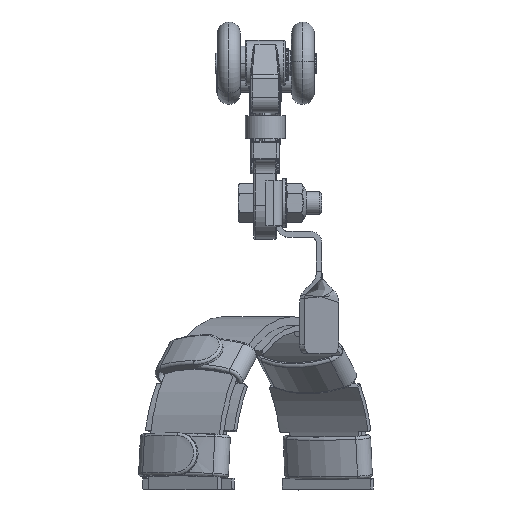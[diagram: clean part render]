
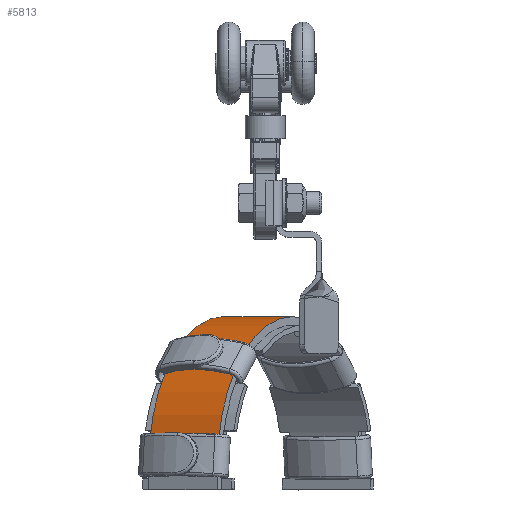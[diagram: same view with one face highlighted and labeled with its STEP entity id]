
A CAD part, top view. The second image highlights one B-rep face of the part: STEP entity #5813.
In plain terms, the highlighted cylindrical face has radius 84.138 mm (diameter 168.275 mm), a partial arc.
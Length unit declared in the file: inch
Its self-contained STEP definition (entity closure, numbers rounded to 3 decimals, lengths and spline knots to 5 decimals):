
#5561=CARTESIAN_POINT('',(0.0,0.,-3.3125));
#5562=VERTEX_POINT('',#5561);
#5569=CARTESIAN_POINT('',(1.75,0.,-3.3125));
#5570=VERTEX_POINT('',#5569);
#5571=CARTESIAN_POINT('',(1.75,0.,-3.3125));
#5572=DIRECTION('',(-1.0,0.0,0.0));
#5573=VECTOR('',#5572,1.75);
#5574=LINE('',#5571,#5573);
#5575=EDGE_CURVE('',#5570,#5562,#5574,.T.);
#5663=CARTESIAN_POINT('',(1.75,0.,3.3125));
#5664=VERTEX_POINT('',#5663);
#5671=CARTESIAN_POINT('',(0.0,0.,3.3125));
#5672=VERTEX_POINT('',#5671);
#5673=CARTESIAN_POINT('',(0.0,0.,3.3125));
#5674=DIRECTION('',(1.0,0.0,0.0));
#5675=VECTOR('',#5674,1.75);
#5676=LINE('',#5673,#5675);
#5677=EDGE_CURVE('',#5672,#5664,#5676,.T.);
#5765=CARTESIAN_POINT('',(0.0,0.0,0.0));
#5766=DIRECTION('',(-1.0,0.0,0.0));
#5767=DIRECTION('',(0.0,-1.0,0.0));
#5768=AXIS2_PLACEMENT_3D('',#5765,#5766,#5767);
#5769=CIRCLE('',#5768,3.3125);
#5770=EDGE_CURVE('',#5672,#5562,#5769,.T.);
#5796=CARTESIAN_POINT('',(0.0,0.0,0.0));
#5797=DIRECTION('',(1.0,0.0,0.0));
#5798=DIRECTION('',(0.0,-1.0,0.0));
#5799=AXIS2_PLACEMENT_3D('',#5796,#5797,#5798);
#5800=CYLINDRICAL_SURFACE('',#5799,3.3125);
#5801=ORIENTED_EDGE('',*,*,#5575,.T.);
#5802=ORIENTED_EDGE('',*,*,#5770,.F.);
#5803=ORIENTED_EDGE('',*,*,#5677,.T.);
#5804=CARTESIAN_POINT('',(1.75,0.0,0.0));
#5805=DIRECTION('',(-1.0,0.0,0.0));
#5806=DIRECTION('',(0.0,-1.0,0.0));
#5807=AXIS2_PLACEMENT_3D('',#5804,#5805,#5806);
#5808=CIRCLE('',#5807,3.3125);
#5809=EDGE_CURVE('',#5664,#5570,#5808,.T.);
#5810=ORIENTED_EDGE('',*,*,#5809,.T.);
#5811=EDGE_LOOP('',(#5801,#5802,#5803,#5810));
#5812=FACE_OUTER_BOUND('',#5811,.T.);
#5813=ADVANCED_FACE('',(#5812),#5800,.T.);
